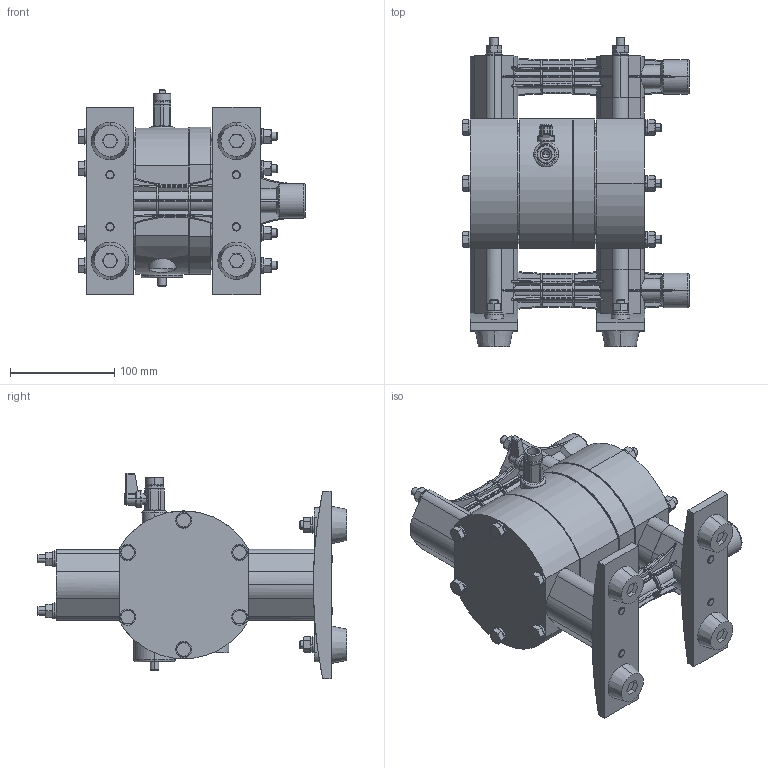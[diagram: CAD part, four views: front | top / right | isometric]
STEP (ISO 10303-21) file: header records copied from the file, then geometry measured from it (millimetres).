
FILE_DESCRIPTION (( 'STEP AP214' ), '1' );
FILE_NAME ('NDP-15FP_.STEP', '2009-04-16T07:59:50', ( ' ' ), ( ' ' ), 'SwSTEP 2.0', 'SolidWorks 2006303', '' );
FILE_SCHEMA (( 'AUTOMOTIVE_DESIGN' ));
Length unit declared in the file: millimetre
Products named in the file (1): NDP-15FP_
Bounding box: 217.6 x 297 x 197 mm (x, y, z)
Volume: 3301146.2 mm3; surface area: 363080.2 mm2
Topology: 2 solids, 16 shells, 1863 faces, 4413 edges, 2676 vertices
Faces by surface type: plane 795, cylinder 488, cone 232, torus 212, bspline 134, sphere 2
Entity records: 70067 total; most frequent: CARTESIAN_POINT 28333, ORIENTED_EDGE 8782, DIRECTION 8662, EDGE_CURVE 4391, AXIS2_PLACEMENT_3D 3484, VERTEX_POINT 2676, EDGE_LOOP 2043, FACE_OUTER_BOUND 1863
